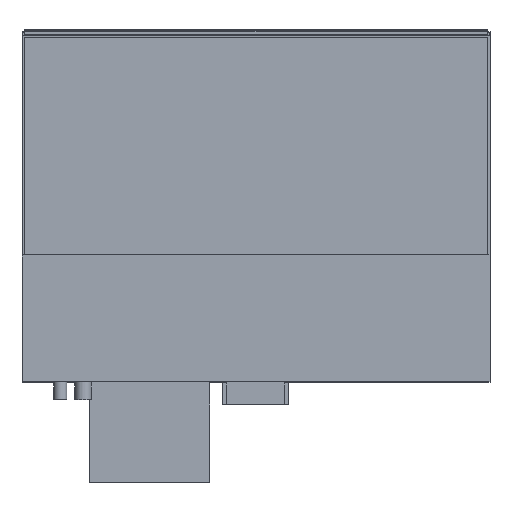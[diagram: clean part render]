
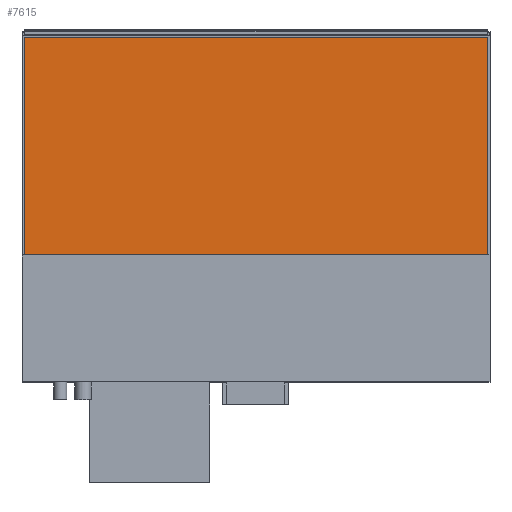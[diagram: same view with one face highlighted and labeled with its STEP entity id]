
A CAD part, top view. The second image highlights one B-rep face of the part: STEP entity #7615.
In plain terms, the highlighted planar face has unit normal (0, 0, 1).
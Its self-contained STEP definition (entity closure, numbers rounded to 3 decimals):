
#467=PLANE('',#8237);
#905=FACE_OUTER_BOUND('',#1355,.T.);
#1355=EDGE_LOOP('',(#7049,#7050,#7051,#7052));
#2222=LINE('',#12315,#3140);
#2234=LINE('',#12340,#3152);
#2255=LINE('',#12380,#3173);
#2256=LINE('',#12382,#3174);
#3140=VECTOR('',#10160,10.);
#3152=VECTOR('',#10176,10.);
#3173=VECTOR('',#10215,10.);
#3174=VECTOR('',#10218,10.);
#3976=VERTEX_POINT('',#12312);
#3977=VERTEX_POINT('',#12314);
#3988=VERTEX_POINT('',#12338);
#3998=VERTEX_POINT('',#12378);
#4990=EDGE_CURVE('',#3976,#3977,#2222,.T.);
#5002=EDGE_CURVE('',#3988,#3976,#2234,.T.);
#5023=EDGE_CURVE('',#3998,#3977,#2255,.T.);
#5024=EDGE_CURVE('',#3988,#3998,#2256,.T.);
#7049=ORIENTED_EDGE('',*,*,#5024,.T.);
#7050=ORIENTED_EDGE('',*,*,#5023,.T.);
#7051=ORIENTED_EDGE('',*,*,#4990,.F.);
#7052=ORIENTED_EDGE('',*,*,#5002,.F.);
#7615=ADVANCED_FACE('',(#905),#467,.T.);
#8237=AXIS2_PLACEMENT_3D('',#12381,#10216,#10217);
#10160=DIRECTION('',(1.,0.,0.));
#10176=DIRECTION('',(0.,1.,0.));
#10215=DIRECTION('',(0.,1.,0.));
#10216=DIRECTION('center_axis',(0.,0.,1.));
#10217=DIRECTION('ref_axis',(1.,0.,0.));
#10218=DIRECTION('',(1.,0.,0.));
#12312=CARTESIAN_POINT('',(-713.,690.,347.5));
#12314=CARTESIAN_POINT('',(713.,690.,347.5));
#12315=CARTESIAN_POINT('',(-713.,690.,347.5));
#12338=CARTESIAN_POINT('',(-713.,20.,347.5));
#12340=CARTESIAN_POINT('',(-713.,20.,347.5));
#12378=CARTESIAN_POINT('',(713.,20.,347.5));
#12380=CARTESIAN_POINT('',(713.,20.,347.5));
#12381=CARTESIAN_POINT('Origin',(-713.,20.,347.5));
#12382=CARTESIAN_POINT('',(-713.,20.,347.5));
